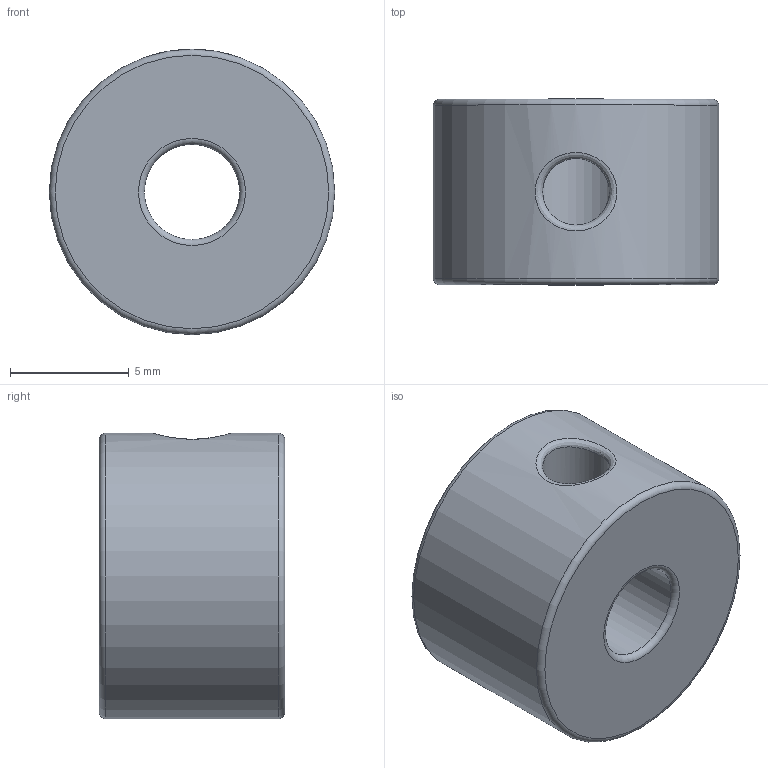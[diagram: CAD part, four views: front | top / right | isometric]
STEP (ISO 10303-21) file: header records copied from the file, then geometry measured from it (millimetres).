
FILE_DESCRIPTION( ( '' ), ' ' );
FILE_NAME( '5aba5067ec0f530ec59059f2.step', '2018-03-27T14:08:39', ( '' ), ( '' ), ' ', ' ', ' ' );
FILE_SCHEMA( ( 'AUTOMOTIVE_DESIGN { 1 0 10303 214 1 1 1 1 }' ) );
Length unit declared in the file: metre
Products named in the file (2): Curve 1; 08-0019 4mm Axle Collar
Bounding box: 12 x 7.8 x 12 mm (x, y, z)
Volume: 757.4 mm3; surface area: 605.1 mm2
Topology: 1 solids, 1 shells, 10 faces, 21 edges, 14 vertices
Faces by surface type: torus 4, cylinder 3, plane 2, bspline 1
Full cylindrical faces by diameter (mm): 2.8 x1, 4 x1, 12 x1
Entity records: 1656 total; most frequent: CARTESIAN_POINT 1371, DIRECTION 38, EDGE_LOOP 22, ORIENTED_EDGE 22, AXIS2_PLACEMENT_3D 19, FACE_OUTER_BOUND 18, EDGE_CURVE 11, VERTEX_POINT 11
